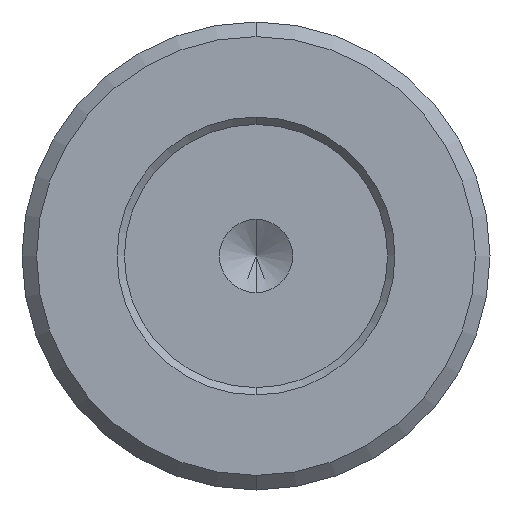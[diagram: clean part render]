
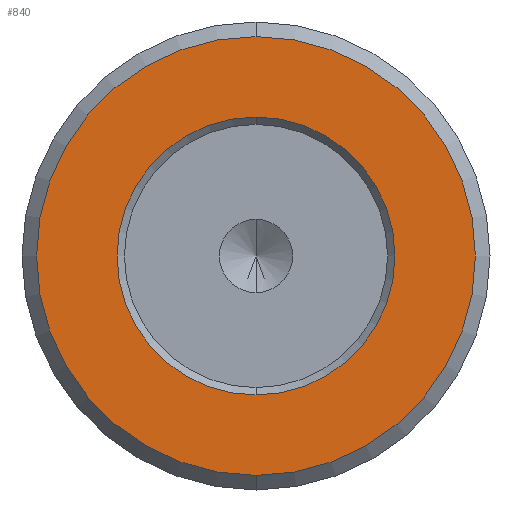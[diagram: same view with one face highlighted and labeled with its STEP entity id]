
A CAD part, front view. The second image highlights one B-rep face of the part: STEP entity #840.
In plain terms, the highlighted planar face has unit normal (0, -1, 0).
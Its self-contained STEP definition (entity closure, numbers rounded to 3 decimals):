
#8 = ORIENTED_EDGE ( 'NONE', *, *, #488, .F. ) ;
#98 = DIRECTION ( 'NONE',  ( 0., -1., 0. ) ) ;
#103 = CARTESIAN_POINT ( 'NONE',  ( 0., -38.1, 0. ) ) ;
#114 = EDGE_CURVE ( 'NONE', #232, #661, #867, .T. ) ;
#163 = CIRCLE ( 'NONE', #996, 15. ) ;
#199 = EDGE_CURVE ( 'NONE', #661, #232, #163, .T. ) ;
#231 = CIRCLE ( 'NONE', #754, 9.5 ) ;
#232 = VERTEX_POINT ( 'NONE', #457 ) ;
#240 = DIRECTION ( 'NONE',  ( 0., -1., 0. ) ) ;
#253 = FACE_BOUND ( 'NONE', #517, .T. ) ;
#273 = CIRCLE ( 'NONE', #934, 9.5 ) ;
#283 = AXIS2_PLACEMENT_3D ( 'NONE', #779, #364, #687 ) ;
#285 = CARTESIAN_POINT ( 'NONE',  ( 0., -38.1, 15. ) ) ;
#297 = CARTESIAN_POINT ( 'NONE',  ( 0., -38.1, 0. ) ) ;
#299 = CARTESIAN_POINT ( 'NONE',  ( 0., -38.1, 9.5 ) ) ;
#327 = ORIENTED_EDGE ( 'NONE', *, *, #199, .F. ) ;
#357 = DIRECTION ( 'NONE',  ( 0., 0., 1. ) ) ;
#364 = DIRECTION ( 'NONE',  ( 0., 1., 0. ) ) ;
#408 = CARTESIAN_POINT ( 'NONE',  ( 9.5, -38.1, 0. ) ) ;
#415 = ORIENTED_EDGE ( 'NONE', *, *, #456, .F. ) ;
#423 = DIRECTION ( 'NONE',  ( 0., 1., 0. ) ) ;
#456 = EDGE_CURVE ( 'NONE', #513, #842, #231, .T. ) ;
#457 = CARTESIAN_POINT ( 'NONE',  ( 0., -38.1, -15. ) ) ;
#488 = EDGE_CURVE ( 'NONE', #842, #513, #273, .T. ) ;
#496 = CARTESIAN_POINT ( 'NONE',  ( 0., -38.1, -9.5 ) ) ;
#513 = VERTEX_POINT ( 'NONE', #496 ) ;
#517 = EDGE_LOOP ( 'NONE', ( #8, #415 ) ) ;
#593 = DIRECTION ( 'NONE',  ( 0., 0., 1. ) ) ;
#632 = PLANE ( 'NONE',  #963 ) ;
#661 = VERTEX_POINT ( 'NONE', #285 ) ;
#667 = DIRECTION ( 'NONE',  ( 0., 0., 1. ) ) ;
#687 = DIRECTION ( 'NONE',  ( 0., 0., 1. ) ) ;
#710 = EDGE_LOOP ( 'NONE', ( #327, #863 ) ) ;
#751 = DIRECTION ( 'NONE',  ( 0., 0., 1. ) ) ;
#754 = AXIS2_PLACEMENT_3D ( 'NONE', #103, #240, #667 ) ;
#779 = CARTESIAN_POINT ( 'NONE',  ( 0., -38.1, 0. ) ) ;
#829 = DIRECTION ( 'NONE',  ( 0., 1., 0. ) ) ;
#840 = ADVANCED_FACE ( 'NONE', ( #253, #1002 ), #632, .F. ) ;
#842 = VERTEX_POINT ( 'NONE', #299 ) ;
#863 = ORIENTED_EDGE ( 'NONE', *, *, #114, .F. ) ;
#867 = CIRCLE ( 'NONE', #283, 15. ) ;
#918 = CARTESIAN_POINT ( 'NONE',  ( 0., -38.1, 0. ) ) ;
#934 = AXIS2_PLACEMENT_3D ( 'NONE', #918, #98, #593 ) ;
#963 = AXIS2_PLACEMENT_3D ( 'NONE', #408, #423, #751 ) ;
#996 = AXIS2_PLACEMENT_3D ( 'NONE', #297, #829, #357 ) ;
#1002 = FACE_OUTER_BOUND ( 'NONE', #710, .T. ) ;
